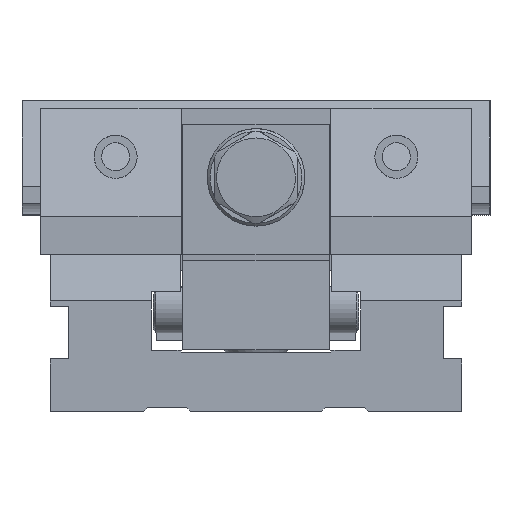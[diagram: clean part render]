
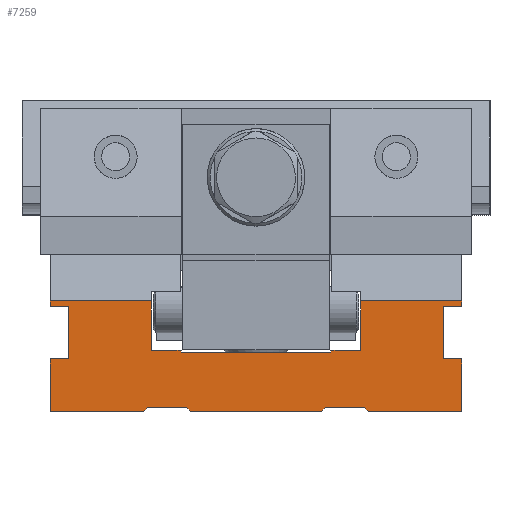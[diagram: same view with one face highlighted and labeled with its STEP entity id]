
A CAD part, left-side view. The second image highlights one B-rep face of the part: STEP entity #7259.
In plain terms, the highlighted planar face has unit normal (-1, 0, 0).
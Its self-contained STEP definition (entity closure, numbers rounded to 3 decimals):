
#7259=ADVANCED_FACE('',(#8499),#8023,.T.);
#8023=PLANE('',#18998);
#8499=FACE_OUTER_BOUND('',#9068,.T.);
#9068=EDGE_LOOP('',(#10377,#10378,#10379,#10380,#10381,#10382,#10383,#10384,
#10385,#10386,#10387,#10388,#10389,#10390,#10391,#10392,#10393,#10394,#10395,
#10396,#10397,#10398,#10399,#10400,#10401,#10402,#10403,#10404));
#10377=ORIENTED_EDGE('',*,*,#15109,.F.);
#10378=ORIENTED_EDGE('',*,*,#15014,.F.);
#10379=ORIENTED_EDGE('',*,*,#15110,.F.);
#10380=ORIENTED_EDGE('',*,*,#15111,.T.);
#10381=ORIENTED_EDGE('',*,*,#15077,.F.);
#10382=ORIENTED_EDGE('',*,*,#15112,.F.);
#10383=ORIENTED_EDGE('',*,*,#15113,.F.);
#10384=ORIENTED_EDGE('',*,*,#15114,.F.);
#10385=ORIENTED_EDGE('',*,*,#15115,.F.);
#10386=ORIENTED_EDGE('',*,*,#15116,.T.);
#10387=ORIENTED_EDGE('',*,*,#15090,.T.);
#10388=ORIENTED_EDGE('',*,*,#15117,.F.);
#10389=ORIENTED_EDGE('',*,*,#15118,.T.);
#10390=ORIENTED_EDGE('',*,*,#15067,.T.);
#10391=ORIENTED_EDGE('',*,*,#15119,.T.);
#10392=ORIENTED_EDGE('',*,*,#15120,.F.);
#10393=ORIENTED_EDGE('',*,*,#15121,.T.);
#10394=ORIENTED_EDGE('',*,*,#15054,.T.);
#10395=ORIENTED_EDGE('',*,*,#15104,.T.);
#10396=ORIENTED_EDGE('',*,*,#15122,.F.);
#10397=ORIENTED_EDGE('',*,*,#15123,.F.);
#10398=ORIENTED_EDGE('',*,*,#15124,.F.);
#10399=ORIENTED_EDGE('',*,*,#15045,.T.);
#10400=ORIENTED_EDGE('',*,*,#15125,.T.);
#10401=ORIENTED_EDGE('',*,*,#15126,.F.);
#10402=ORIENTED_EDGE('',*,*,#15127,.F.);
#10403=ORIENTED_EDGE('',*,*,#15128,.F.);
#10404=ORIENTED_EDGE('',*,*,#15129,.F.);
#13699=VERTEX_POINT('',#24357);
#13700=VERTEX_POINT('',#24358);
#13728=VERTEX_POINT('',#24421);
#13729=VERTEX_POINT('',#24423);
#13737=VERTEX_POINT('',#24440);
#13738=VERTEX_POINT('',#24442);
#13749=VERTEX_POINT('',#24467);
#13751=VERTEX_POINT('',#24470);
#13759=VERTEX_POINT('',#24488);
#13760=VERTEX_POINT('',#24490);
#13768=VERTEX_POINT('',#24510);
#13771=VERTEX_POINT('',#24515);
#13782=VERTEX_POINT('',#24544);
#13785=VERTEX_POINT('',#24554);
#13786=VERTEX_POINT('',#24556);
#13787=VERTEX_POINT('',#24559);
#13788=VERTEX_POINT('',#24561);
#13789=VERTEX_POINT('',#24563);
#13790=VERTEX_POINT('',#24565);
#13791=VERTEX_POINT('',#24568);
#13792=VERTEX_POINT('',#24571);
#13793=VERTEX_POINT('',#24573);
#13794=VERTEX_POINT('',#24576);
#13795=VERTEX_POINT('',#24578);
#13796=VERTEX_POINT('',#24581);
#13797=VERTEX_POINT('',#24583);
#13798=VERTEX_POINT('',#24585);
#13799=VERTEX_POINT('',#24587);
#15014=EDGE_CURVE('',#13699,#13700,#16779,.T.);
#15045=EDGE_CURVE('',#13729,#13728,#16804,.T.);
#15054=EDGE_CURVE('',#13738,#13737,#16813,.T.);
#15067=EDGE_CURVE('',#13751,#13749,#16819,.T.);
#15077=EDGE_CURVE('',#13759,#13760,#16829,.T.);
#15090=EDGE_CURVE('',#13768,#13771,#16840,.T.);
#15104=EDGE_CURVE('',#13737,#13782,#16851,.T.);
#15109=EDGE_CURVE('',#13700,#13785,#16856,.T.);
#15110=EDGE_CURVE('',#13786,#13699,#16857,.T.);
#15111=EDGE_CURVE('',#13786,#13760,#16858,.T.);
#15112=EDGE_CURVE('',#13787,#13759,#16859,.T.);
#15113=EDGE_CURVE('',#13788,#13787,#16860,.T.);
#15114=EDGE_CURVE('',#13789,#13788,#16861,.T.);
#15115=EDGE_CURVE('',#13790,#13789,#16862,.T.);
#15116=EDGE_CURVE('',#13790,#13768,#16863,.T.);
#15117=EDGE_CURVE('',#13791,#13771,#16864,.T.);
#15118=EDGE_CURVE('',#13791,#13751,#16865,.T.);
#15119=EDGE_CURVE('',#13749,#13792,#16866,.T.);
#15120=EDGE_CURVE('',#13793,#13792,#16867,.T.);
#15121=EDGE_CURVE('',#13793,#13738,#16868,.T.);
#15122=EDGE_CURVE('',#13794,#13782,#16869,.T.);
#15123=EDGE_CURVE('',#13795,#13794,#16870,.T.);
#15124=EDGE_CURVE('',#13729,#13795,#16871,.T.);
#15125=EDGE_CURVE('',#13728,#13796,#16872,.T.);
#15126=EDGE_CURVE('',#13797,#13796,#16873,.T.);
#15127=EDGE_CURVE('',#13798,#13797,#16874,.T.);
#15128=EDGE_CURVE('',#13799,#13798,#16875,.T.);
#15129=EDGE_CURVE('',#13785,#13799,#16876,.T.);
#16779=LINE('',#24356,#17883);
#16804=LINE('',#24422,#17908);
#16813=LINE('',#24441,#17917);
#16819=LINE('',#24469,#17923);
#16829=LINE('',#24489,#17933);
#16840=LINE('',#24516,#17944);
#16851=LINE('',#24545,#17955);
#16856=LINE('',#24553,#17960);
#16857=LINE('',#24555,#17961);
#16858=LINE('',#24557,#17962);
#16859=LINE('',#24558,#17963);
#16860=LINE('',#24560,#17964);
#16861=LINE('',#24562,#17965);
#16862=LINE('',#24564,#17966);
#16863=LINE('',#24566,#17967);
#16864=LINE('',#24567,#17968);
#16865=LINE('',#24569,#17969);
#16866=LINE('',#24570,#17970);
#16867=LINE('',#24572,#17971);
#16868=LINE('',#24574,#17972);
#16869=LINE('',#24575,#17973);
#16870=LINE('',#24577,#17974);
#16871=LINE('',#24579,#17975);
#16872=LINE('',#24580,#17976);
#16873=LINE('',#24582,#17977);
#16874=LINE('',#24584,#17978);
#16875=LINE('',#24586,#17979);
#16876=LINE('',#24588,#17980);
#17883=VECTOR('',#20497,1.);
#17908=VECTOR('',#20544,1.);
#17917=VECTOR('',#20555,1.);
#17923=VECTOR('',#20579,1.);
#17933=VECTOR('',#20591,1.);
#17944=VECTOR('',#20610,1.);
#17955=VECTOR('',#20635,1.);
#17960=VECTOR('',#20642,1.);
#17961=VECTOR('',#20643,1.);
#17962=VECTOR('',#20644,1.);
#17963=VECTOR('',#20645,1.);
#17964=VECTOR('',#20646,1.);
#17965=VECTOR('',#20647,1.);
#17966=VECTOR('',#20648,1.);
#17967=VECTOR('',#20649,1.);
#17968=VECTOR('',#20650,1.);
#17969=VECTOR('',#20651,1.);
#17970=VECTOR('',#20652,1.);
#17971=VECTOR('',#20653,1.);
#17972=VECTOR('',#20654,1.);
#17973=VECTOR('',#20655,1.);
#17974=VECTOR('',#20656,1.);
#17975=VECTOR('',#20657,1.);
#17976=VECTOR('',#20658,1.);
#17977=VECTOR('',#20659,1.);
#17978=VECTOR('',#20660,1.);
#17979=VECTOR('',#20661,1.);
#17980=VECTOR('',#20662,1.);
#18998=AXIS2_PLACEMENT_3D('',#24589,#20663,#20664);
#20497=DIRECTION('',(0.,-1.,0.));
#20544=DIRECTION('',(0.,0.,1.));
#20555=DIRECTION('',(0.,-1.,0.));
#20579=DIRECTION('',(0.,-1.,0.));
#20591=DIRECTION('',(0.,0.,1.));
#20610=DIRECTION('',(0.,-0.707,0.707));
#20635=DIRECTION('',(0.,0.,1.));
#20642=DIRECTION('',(0.,0.,-1.));
#20643=DIRECTION('',(0.,0.,-1.));
#20644=DIRECTION('',(0.,1.,0.));
#20645=DIRECTION('',(0.,1.,0.));
#20646=DIRECTION('',(0.,0.,1.));
#20647=DIRECTION('',(0.,-1.,0.));
#20648=DIRECTION('',(0.,0.,1.));
#20649=DIRECTION('',(0.,-1.,0.));
#20650=DIRECTION('',(0.,1.,0.));
#20651=DIRECTION('',(0.,-0.707,-0.707));
#20652=DIRECTION('',(0.,-0.707,0.707));
#20653=DIRECTION('',(0.,1.,0.));
#20654=DIRECTION('',(0.,-0.707,-0.707));
#20655=DIRECTION('',(0.,-1.,0.));
#20656=DIRECTION('',(0.,0.,-1.));
#20657=DIRECTION('',(0.,1.,0.));
#20658=DIRECTION('',(0.,1.,0.));
#20659=DIRECTION('',(0.,0.,1.));
#20660=DIRECTION('',(0.,-1.,0.));
#20661=DIRECTION('',(0.,0.,1.));
#20662=DIRECTION('',(0.,-1.,0.));
#20663=DIRECTION('',(-1.,0.,0.));
#20664=DIRECTION('',(0.,0.,1.));
#24356=CARTESIAN_POINT('',(-219.028,21.572,34.585));
#24357=CARTESIAN_POINT('',(-219.028,49.572,34.585));
#24358=CARTESIAN_POINT('',(-219.028,41.572,34.585));
#24421=CARTESIAN_POINT('',(-219.028,-33.428,47.785));
#24422=CARTESIAN_POINT('',(-219.028,-33.428,17.785));
#24423=CARTESIAN_POINT('',(-219.028,-33.428,46.285));
#24440=CARTESIAN_POINT('',(-219.028,-33.428,18.285));
#24441=CARTESIAN_POINT('',(-219.028,21.572,18.285));
#24442=CARTESIAN_POINT('',(-219.028,-8.428,18.285));
#24467=CARTESIAN_POINT('',(-219.028,4.072,18.285));
#24469=CARTESIAN_POINT('',(-219.028,21.572,18.285));
#24470=CARTESIAN_POINT('',(-219.028,39.072,18.285));
#24488=CARTESIAN_POINT('',(-219.028,76.572,46.285));
#24489=CARTESIAN_POINT('',(-219.028,76.572,17.785));
#24490=CARTESIAN_POINT('',(-219.028,76.572,47.785));
#24510=CARTESIAN_POINT('',(-219.028,51.572,18.285));
#24515=CARTESIAN_POINT('',(-219.028,50.572,19.285));
#24516=CARTESIAN_POINT('',(-219.028,50.572,19.285));
#24544=CARTESIAN_POINT('',(-219.028,-33.428,32.285));
#24545=CARTESIAN_POINT('',(-219.028,-33.428,17.785));
#24553=CARTESIAN_POINT('',(-219.028,41.572,17.785));
#24554=CARTESIAN_POINT('',(-219.028,41.572,34.085));
#24555=CARTESIAN_POINT('',(-219.028,49.572,17.785));
#24556=CARTESIAN_POINT('',(-219.028,49.572,47.785));
#24557=CARTESIAN_POINT('',(-219.028,21.572,47.785));
#24558=CARTESIAN_POINT('',(-219.028,21.572,46.285));
#24559=CARTESIAN_POINT('',(-219.028,71.572,46.285));
#24560=CARTESIAN_POINT('',(-219.028,71.572,17.785));
#24561=CARTESIAN_POINT('',(-219.028,71.572,32.285));
#24562=CARTESIAN_POINT('',(-219.028,21.572,32.285));
#24563=CARTESIAN_POINT('',(-219.028,76.572,32.285));
#24564=CARTESIAN_POINT('',(-219.028,76.572,17.785));
#24565=CARTESIAN_POINT('',(-219.028,76.572,18.285));
#24566=CARTESIAN_POINT('',(-219.028,21.572,18.285));
#24567=CARTESIAN_POINT('',(-219.028,21.572,19.285));
#24568=CARTESIAN_POINT('',(-219.028,40.072,19.285));
#24569=CARTESIAN_POINT('',(-219.028,38.572,17.785));
#24570=CARTESIAN_POINT('',(-219.028,3.072,19.285));
#24571=CARTESIAN_POINT('',(-219.028,3.072,19.285));
#24572=CARTESIAN_POINT('',(-219.028,21.572,19.285));
#24573=CARTESIAN_POINT('',(-219.028,-7.428,19.285));
#24574=CARTESIAN_POINT('',(-219.028,-8.928,17.785));
#24575=CARTESIAN_POINT('',(-219.028,21.572,32.285));
#24576=CARTESIAN_POINT('',(-219.028,-28.428,32.285));
#24577=CARTESIAN_POINT('',(-219.028,-28.428,17.785));
#24578=CARTESIAN_POINT('',(-219.028,-28.428,46.285));
#24579=CARTESIAN_POINT('',(-219.028,21.572,46.285));
#24580=CARTESIAN_POINT('',(-219.028,21.572,47.785));
#24581=CARTESIAN_POINT('',(-219.028,-6.428,47.785));
#24582=CARTESIAN_POINT('',(-219.028,-6.428,17.785));
#24583=CARTESIAN_POINT('',(-219.028,-6.428,34.585));
#24584=CARTESIAN_POINT('',(-219.028,21.572,34.585));
#24585=CARTESIAN_POINT('',(-219.028,1.572,34.585));
#24586=CARTESIAN_POINT('',(-219.028,1.572,17.785));
#24587=CARTESIAN_POINT('',(-219.028,1.572,34.085));
#24588=CARTESIAN_POINT('',(-219.028,21.572,34.085));
#24589=CARTESIAN_POINT('',(-219.028,21.572,17.785));
